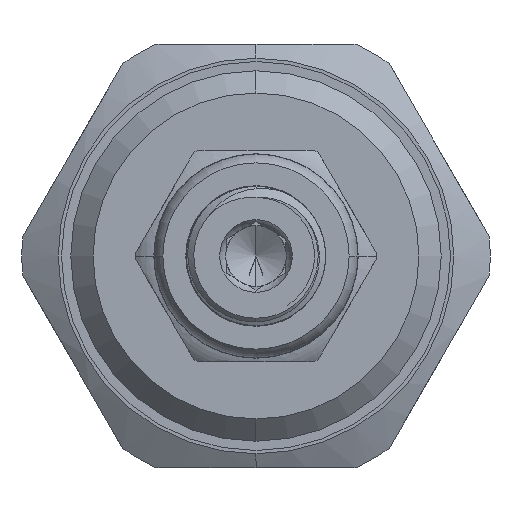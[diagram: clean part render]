
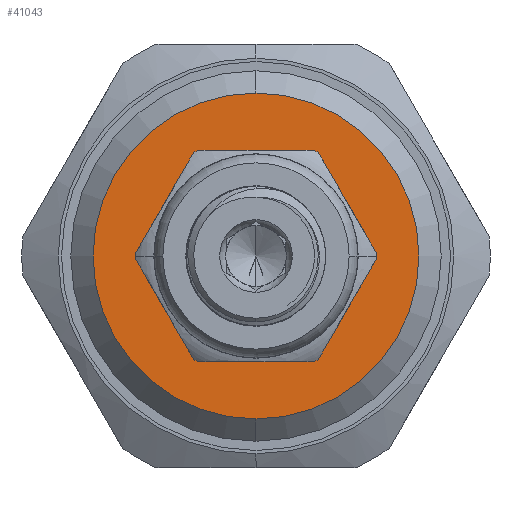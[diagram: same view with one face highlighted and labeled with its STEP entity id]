
A CAD part, left-side view. The second image highlights one B-rep face of the part: STEP entity #41043.
In plain terms, the highlighted planar face has unit normal (-1, 0, 0).
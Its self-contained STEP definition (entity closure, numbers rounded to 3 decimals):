
#311 = AXIS2_PLACEMENT_3D ( 'NONE', #29696, #25196, #50324 ) ;
#2011 = ORIENTED_EDGE ( 'NONE', *, *, #21055, .T. ) ;
#4197 = AXIS2_PLACEMENT_3D ( 'NONE', #15202, #49378, #31938 ) ;
#4501 = CARTESIAN_POINT ( 'NONE',  ( -17.9, 0., 0. ) ) ;
#5275 = CIRCLE ( 'NONE', #30606, 6.875 ) ;
#5753 = CARTESIAN_POINT ( 'NONE',  ( -17.9, -6.875, 0. ) ) ;
#6651 = EDGE_CURVE ( 'NONE', #13649, #38063, #5275, .T. ) ;
#6783 = DIRECTION ( 'NONE',  ( 0., -1., 0. ) ) ;
#6787 = FACE_BOUND ( 'NONE', #43908, .T. ) ;
#8013 = DIRECTION ( 'NONE',  ( 1., 0., 0. ) ) ;
#8770 = CIRCLE ( 'NONE', #40858, 11. ) ;
#11394 = ORIENTED_EDGE ( 'NONE', *, *, #6651, .T. ) ;
#13649 = VERTEX_POINT ( 'NONE', #5753 ) ;
#14596 = AXIS2_PLACEMENT_3D ( 'NONE', #4501, #8013, #50708 ) ;
#14672 = DIRECTION ( 'NONE',  ( 0., 0., 1. ) ) ;
#15202 = CARTESIAN_POINT ( 'NONE',  ( -17.9, 0., 0. ) ) ;
#16418 = CARTESIAN_POINT ( 'NONE',  ( -17.9, 6.875, 0. ) ) ;
#19738 = CARTESIAN_POINT ( 'NONE',  ( -17.9, 0., 0. ) ) ;
#19919 = DIRECTION ( 'NONE',  ( 1., 0., 0. ) ) ;
#21055 = EDGE_CURVE ( 'NONE', #53767, #49367, #41982, .T. ) ;
#21943 = CARTESIAN_POINT ( 'NONE',  ( -17.9, 0., 11. ) ) ;
#22179 = EDGE_CURVE ( 'NONE', #49367, #53767, #8770, .T. ) ;
#23896 = EDGE_CURVE ( 'NONE', #38063, #13649, #46581, .T. ) ;
#24108 = ORIENTED_EDGE ( 'NONE', *, *, #22179, .T. ) ;
#24605 = CARTESIAN_POINT ( 'NONE',  ( -17.9, 0., -11. ) ) ;
#25196 = DIRECTION ( 'NONE',  ( 1., 0., 0. ) ) ;
#27378 = FACE_OUTER_BOUND ( 'NONE', #31277, .T. ) ;
#29696 = CARTESIAN_POINT ( 'NONE',  ( -17.9, 0., 0. ) ) ;
#30606 = AXIS2_PLACEMENT_3D ( 'NONE', #19738, #19919, #6783 ) ;
#31277 = EDGE_LOOP ( 'NONE', ( #24108, #2011 ) ) ;
#31938 = DIRECTION ( 'NONE',  ( 0., 0., 1. ) ) ;
#38063 = VERTEX_POINT ( 'NONE', #16418 ) ;
#40858 = AXIS2_PLACEMENT_3D ( 'NONE', #48677, #49202, #14672 ) ;
#41043 = ADVANCED_FACE ( 'NONE', ( #6787, #27378 ), #46798, .F. ) ;
#41903 = ORIENTED_EDGE ( 'NONE', *, *, #23896, .T. ) ;
#41982 = CIRCLE ( 'NONE', #4197, 11. ) ;
#43908 = EDGE_LOOP ( 'NONE', ( #41903, #11394 ) ) ;
#46581 = CIRCLE ( 'NONE', #14596, 6.875 ) ;
#46798 = PLANE ( 'NONE',  #311 ) ;
#48677 = CARTESIAN_POINT ( 'NONE',  ( -17.9, 0., 0. ) ) ;
#49202 = DIRECTION ( 'NONE',  ( -1., 0., 0. ) ) ;
#49367 = VERTEX_POINT ( 'NONE', #24605 ) ;
#49378 = DIRECTION ( 'NONE',  ( -1., 0., 0. ) ) ;
#50324 = DIRECTION ( 'NONE',  ( 0., 0., -1. ) ) ;
#50708 = DIRECTION ( 'NONE',  ( 0., -1., 0. ) ) ;
#53767 = VERTEX_POINT ( 'NONE', #21943 ) ;
